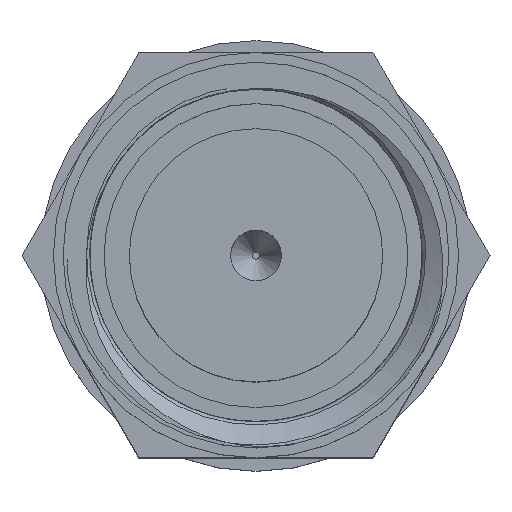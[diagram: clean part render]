
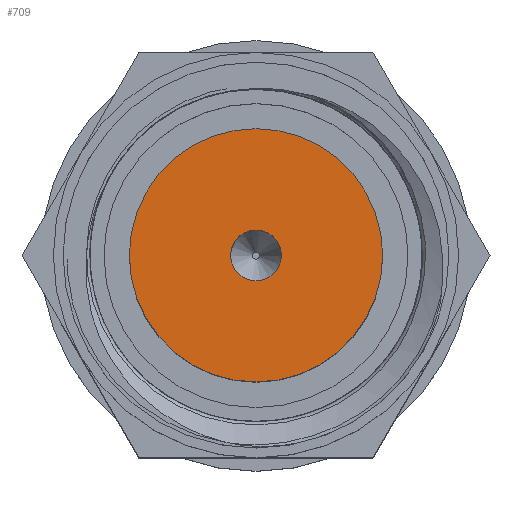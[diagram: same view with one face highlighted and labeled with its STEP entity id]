
A CAD part, top view. The second image highlights one B-rep face of the part: STEP entity #709.
In plain terms, the highlighted planar face has unit normal (0, 0, 1).
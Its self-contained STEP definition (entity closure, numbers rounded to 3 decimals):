
#30=FACE_BOUND('',#147,.T.);
#52=PLANE('',#790);
#95=FACE_OUTER_BOUND('',#146,.T.);
#146=EDGE_LOOP('',(#625));
#147=EDGE_LOOP('',(#626));
#180=CIRCLE('',#786,0.5);
#181=CIRCLE('',#788,2.5);
#351=VERTEX_POINT('',#3425);
#352=VERTEX_POINT('',#3429);
#444=EDGE_CURVE('',#351,#351,#180,.T.);
#446=EDGE_CURVE('',#352,#352,#181,.T.);
#625=ORIENTED_EDGE('',*,*,#446,.T.);
#626=ORIENTED_EDGE('',*,*,#444,.T.);
#709=ADVANCED_FACE('',(#95,#30),#52,.F.);
#786=AXIS2_PLACEMENT_3D('',#3426,#946,#947);
#788=AXIS2_PLACEMENT_3D('',#3430,#951,#952);
#790=AXIS2_PLACEMENT_3D('',#3434,#956,#957);
#946=DIRECTION('center_axis',(0.,0.,-1.));
#947=DIRECTION('ref_axis',(-1.,0.,0.));
#951=DIRECTION('center_axis',(0.,0.,1.));
#952=DIRECTION('ref_axis',(-1.,0.,0.));
#956=DIRECTION('center_axis',(0.,0.,-1.));
#957=DIRECTION('ref_axis',(-1.,0.,0.));
#3425=CARTESIAN_POINT('',(10.5,-1.,-24.5));
#3426=CARTESIAN_POINT('Origin',(10.,-1.,-24.5));
#3429=CARTESIAN_POINT('',(12.5,-1.,-24.5));
#3430=CARTESIAN_POINT('Origin',(10.,-1.,-24.5));
#3434=CARTESIAN_POINT('Origin',(10.,-1.,-24.5));
